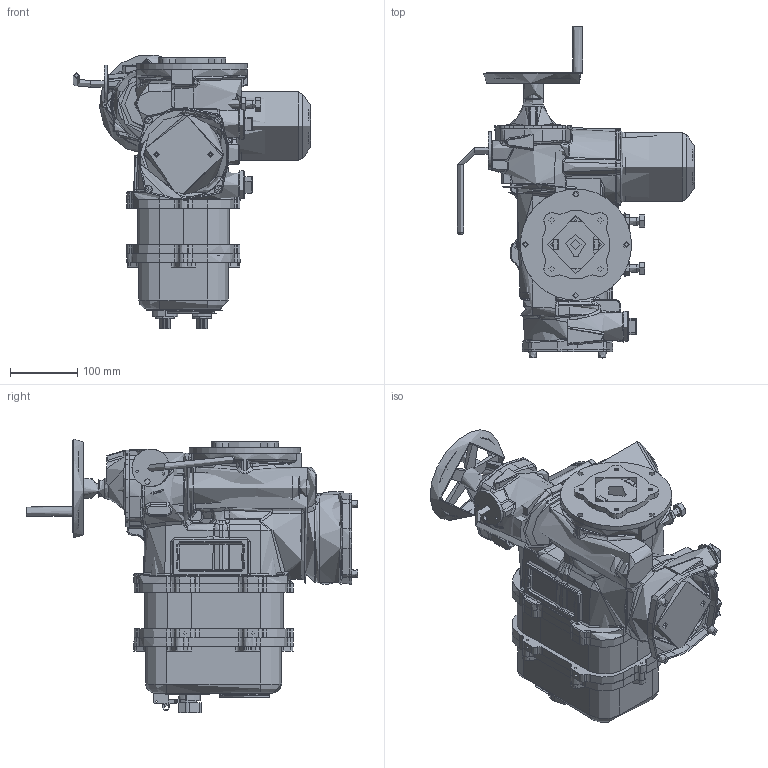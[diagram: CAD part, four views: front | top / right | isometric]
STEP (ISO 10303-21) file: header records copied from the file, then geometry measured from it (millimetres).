
FILE_DESCRIPTION(/* description */ ('Unknown'),/* implementation_level */ '2;1');
FILE_NAME(/* name */ 'Q300',/* time_stamp */ '2020-04-23T12:18:28+06:00',/* author */ ('Unknown'),/* organization */ ('Unknown'),/* preprocessor_version */ 'ST-DEVELOPER v16.7',/* originating_system */ 'DEX',/* authorisation */ $);
FILE_SCHEMA (('AUTOMOTIVE_DESIGN {1 0 10303 214 3 1 1}'));
Products named in the file (1): Q300
Bounding box: 353 x 492.92 x 406.82 mm (x, y, z)
Volume: 4466941.4 mm3
Topology: 3 solids, 10 shells, 3564 faces, 8868 edges, 5540 vertices
Faces by surface type: plane 1579, cylinder 994, bspline 632, torus 174, cone 149, sphere 36
Full cylindrical faces by diameter (mm): 1 x10, 2 x3, 3 x4, 3.242 x14, 3.5 x4, 3.6 x1, 3.98 x2, 4 x6, 4.134 x48, 4.5 x6, 4.917 x6, 5.2 x3, 5.5 x19, 6 x5, 6.5 x4, 6.647 x8, 7 x1, 8 x8, 8.24 x2, 8.647 x8, 9 x4, 9.5 x2, 9.525 x1, 10 x9, 10.18 x2, 10.5 x3, 12 x6, 13.5 x2, 15 x5, 15.07 x1
Entity records: 159258 total; most frequent: CARTESIAN_POINT 59441, ORIENTED_EDGE 16512, DIRECTION 14076, EDGE_CURVE 8256, VERTEX_POINT 5340, AXIS2_PLACEMENT_3D 5070, FACE_BOUND 4288, EDGE_LOOP 4287
